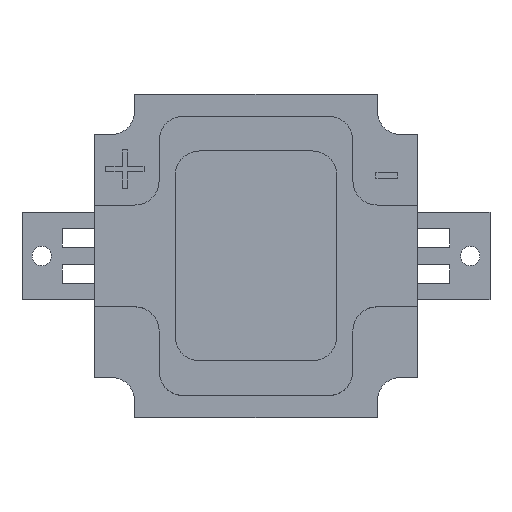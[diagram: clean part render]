
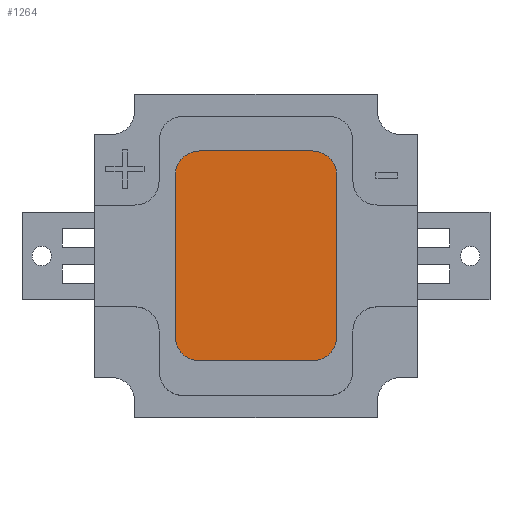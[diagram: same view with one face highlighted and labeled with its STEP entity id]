
A CAD part, top view. The second image highlights one B-rep face of the part: STEP entity #1264.
In plain terms, the highlighted planar face has unit normal (0, 0, 1).
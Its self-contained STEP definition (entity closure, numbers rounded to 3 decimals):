
#85 = CARTESIAN_POINT ( 'NONE',  ( 3.5, -6.5, 2.74 ) ) ;
#237 = DIRECTION ( 'NONE',  ( 1., 0., 0. ) ) ;
#309 = DIRECTION ( 'NONE',  ( 1., 0., 0. ) ) ;
#379 = EDGE_CURVE ( 'NONE', #401, #2666, #2907, .T. ) ;
#401 = VERTEX_POINT ( 'NONE', #3709 ) ;
#429 = EDGE_CURVE ( 'NONE', #3088, #708, #1602, .T. ) ;
#449 = EDGE_CURVE ( 'NONE', #1306, #401, #2877, .T. ) ;
#517 = CARTESIAN_POINT ( 'NONE',  ( -3.5, -5., 2.74 ) ) ;
#553 = ORIENTED_EDGE ( 'NONE', *, *, #2761, .T. ) ;
#622 = ORIENTED_EDGE ( 'NONE', *, *, #379, .T. ) ;
#659 = ORIENTED_EDGE ( 'NONE', *, *, #3452, .T. ) ;
#661 = DIRECTION ( 'NONE',  ( 1., 0., 0. ) ) ;
#671 = CARTESIAN_POINT ( 'NONE',  ( 3.5, 5., 2.74 ) ) ;
#702 = DIRECTION ( 'NONE',  ( 0., 0., 1. ) ) ;
#703 = CIRCLE ( 'NONE', #2831, 1.5 ) ;
#708 = VERTEX_POINT ( 'NONE', #1736 ) ;
#741 = LINE ( 'NONE', #3659, #2515 ) ;
#807 = CARTESIAN_POINT ( 'NONE',  ( 5., -6.5, 2.74 ) ) ;
#810 = VECTOR ( 'NONE', #2611, 1000. ) ;
#976 = DIRECTION ( 'NONE',  ( 0., 0., 1. ) ) ;
#1264 = ADVANCED_FACE ( 'NONE', ( #3552 ), #1580, .T. ) ;
#1306 = VERTEX_POINT ( 'NONE', #2470 ) ;
#1366 = DIRECTION ( 'NONE',  ( 1., 0., 0. ) ) ;
#1405 = VERTEX_POINT ( 'NONE', #2915 ) ;
#1440 = DIRECTION ( 'NONE',  ( 0., 0., 1. ) ) ;
#1451 = CARTESIAN_POINT ( 'NONE',  ( 5., 6.5, 2.74 ) ) ;
#1507 = DIRECTION ( 'NONE',  ( 0., 0., 1. ) ) ;
#1541 = DIRECTION ( 'NONE',  ( 1., 0., 0. ) ) ;
#1559 = ORIENTED_EDGE ( 'NONE', *, *, #3724, .T. ) ;
#1580 = PLANE ( 'NONE',  #1797 ) ;
#1602 = CIRCLE ( 'NONE', #3737, 1.5 ) ;
#1736 = CARTESIAN_POINT ( 'NONE',  ( -3.5, -6.5, 2.74 ) ) ;
#1797 = AXIS2_PLACEMENT_3D ( 'NONE', #3038, #702, #661 ) ;
#1871 = ORIENTED_EDGE ( 'NONE', *, *, #2365, .T. ) ;
#1934 = CARTESIAN_POINT ( 'NONE',  ( -5., -6.5, 2.74 ) ) ;
#2042 = ORIENTED_EDGE ( 'NONE', *, *, #429, .T. ) ;
#2223 = CIRCLE ( 'NONE', #2406, 1.5 ) ;
#2250 = LINE ( 'NONE', #1934, #2785 ) ;
#2267 = DIRECTION ( 'NONE',  ( 0., -1., 0. ) ) ;
#2365 = EDGE_CURVE ( 'NONE', #708, #3050, #741, .T. ) ;
#2382 = DIRECTION ( 'NONE',  ( 1., 0., 0. ) ) ;
#2406 = AXIS2_PLACEMENT_3D ( 'NONE', #2672, #1507, #1541 ) ;
#2470 = CARTESIAN_POINT ( 'NONE',  ( 5., 5., 2.74 ) ) ;
#2515 = VECTOR ( 'NONE', #1366, 1000. ) ;
#2528 = VECTOR ( 'NONE', #3123, 1000. ) ;
#2598 = EDGE_LOOP ( 'NONE', ( #1559, #2042, #1871, #2605, #659, #2963, #622, #553 ) ) ;
#2605 = ORIENTED_EDGE ( 'NONE', *, *, #3118, .T. ) ;
#2611 = DIRECTION ( 'NONE',  ( -1., 0., 0. ) ) ;
#2666 = VERTEX_POINT ( 'NONE', #3374 ) ;
#2672 = CARTESIAN_POINT ( 'NONE',  ( 3.5, -5., 2.74 ) ) ;
#2761 = EDGE_CURVE ( 'NONE', #2666, #1405, #703, .T. ) ;
#2785 = VECTOR ( 'NONE', #2267, 1000. ) ;
#2831 = AXIS2_PLACEMENT_3D ( 'NONE', #3775, #1440, #309 ) ;
#2843 = DIRECTION ( 'NONE',  ( 0., 0., 1. ) ) ;
#2877 = CIRCLE ( 'NONE', #3190, 1.5 ) ;
#2907 = LINE ( 'NONE', #1451, #810 ) ;
#2915 = CARTESIAN_POINT ( 'NONE',  ( -5., 5., 2.74 ) ) ;
#2963 = ORIENTED_EDGE ( 'NONE', *, *, #449, .T. ) ;
#3038 = CARTESIAN_POINT ( 'NONE',  ( 0., 0., 2.74 ) ) ;
#3050 = VERTEX_POINT ( 'NONE', #85 ) ;
#3088 = VERTEX_POINT ( 'NONE', #3555 ) ;
#3118 = EDGE_CURVE ( 'NONE', #3050, #3712, #2223, .T. ) ;
#3123 = DIRECTION ( 'NONE',  ( 0., 1., 0. ) ) ;
#3190 = AXIS2_PLACEMENT_3D ( 'NONE', #671, #976, #2382 ) ;
#3374 = CARTESIAN_POINT ( 'NONE',  ( -3.5, 6.5, 2.74 ) ) ;
#3389 = CARTESIAN_POINT ( 'NONE',  ( 5., -5., 2.74 ) ) ;
#3447 = LINE ( 'NONE', #807, #2528 ) ;
#3452 = EDGE_CURVE ( 'NONE', #3712, #1306, #3447, .T. ) ;
#3552 = FACE_OUTER_BOUND ( 'NONE', #2598, .T. ) ;
#3555 = CARTESIAN_POINT ( 'NONE',  ( -5., -5., 2.74 ) ) ;
#3659 = CARTESIAN_POINT ( 'NONE',  ( 5., -6.5, 2.74 ) ) ;
#3709 = CARTESIAN_POINT ( 'NONE',  ( 3.5, 6.5, 2.74 ) ) ;
#3712 = VERTEX_POINT ( 'NONE', #3389 ) ;
#3724 = EDGE_CURVE ( 'NONE', #1405, #3088, #2250, .T. ) ;
#3737 = AXIS2_PLACEMENT_3D ( 'NONE', #517, #2843, #237 ) ;
#3775 = CARTESIAN_POINT ( 'NONE',  ( -3.5, 5., 2.74 ) ) ;
